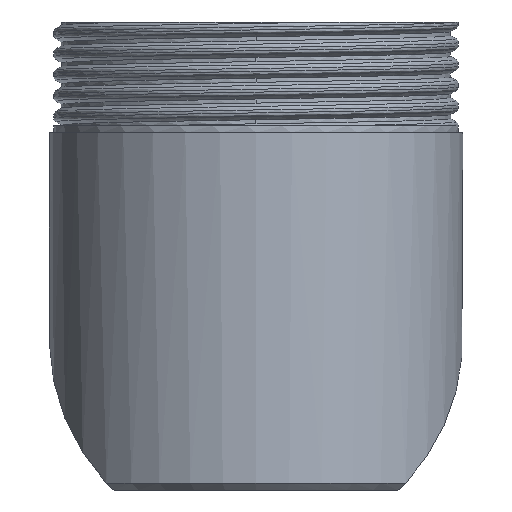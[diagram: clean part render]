
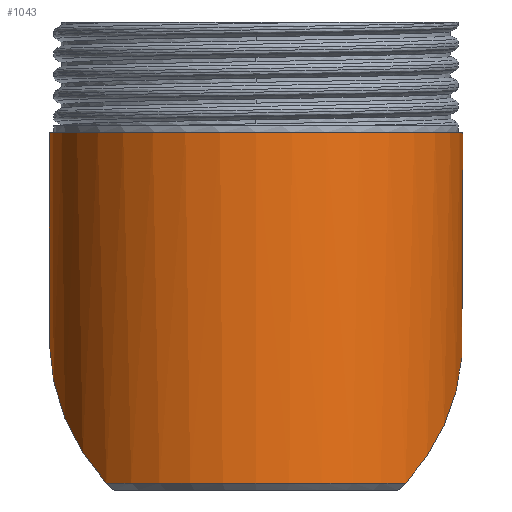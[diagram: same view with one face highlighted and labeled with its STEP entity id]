
A CAD part, left-side view. The second image highlights one B-rep face of the part: STEP entity #1043.
In plain terms, the highlighted cylindrical face has radius 29.882 mm (diameter 59.764 mm), a full revolution.
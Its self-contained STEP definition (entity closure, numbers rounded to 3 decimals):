
#125=FACE_OUTER_BOUND('',#189,.T.);
#189=EDGE_LOOP('',(#907,#908,#909,#910,#911,#912));
#207=CIRCLE('',#1088,29.882);
#215=CIRCLE('',#1123,29.882);
#216=CIRCLE('',#1124,29.882);
#296=B_SPLINE_CURVE_WITH_KNOTS('',3,(#4496,#4497,#4498,#4499,#4500,#4501,
#4502,#4503,#4504,#4505,#4506,#4507,#4508,#4509,#4510,#4511,#4512),
 .UNSPECIFIED.,.F.,.F.,(4,1,1,1,1,1,1,1,1,1,1,1,1,1,4),(-2.312,
-2.,-1.666,-1.222,-1.,
-0.555,-0.333,0.111,0.333,
0.555,1.,1.333,1.666,2.,
2.312),.UNSPECIFIED.);
#338=LINE('',#4516,#384);
#384=VECTOR('',#1297,30.039);
#425=VERTEX_POINT('',#3132);
#483=VERTEX_POINT('',#4381);
#484=VERTEX_POINT('',#4382);
#485=VERTEX_POINT('',#4384);
#542=EDGE_CURVE('',#425,#425,#207,.T.);
#631=EDGE_CURVE('',#483,#484,#215,.T.);
#632=EDGE_CURVE('',#484,#485,#216,.T.);
#639=EDGE_CURVE('',#485,#483,#296,.T.);
#641=EDGE_CURVE('',#425,#484,#338,.T.);
#907=ORIENTED_EDGE('',*,*,#542,.T.);
#908=ORIENTED_EDGE('',*,*,#641,.T.);
#909=ORIENTED_EDGE('',*,*,#631,.F.);
#910=ORIENTED_EDGE('',*,*,#639,.F.);
#911=ORIENTED_EDGE('',*,*,#632,.F.);
#912=ORIENTED_EDGE('',*,*,#641,.F.);
#991=CYLINDRICAL_SURFACE('',#1127,29.882);
#1043=ADVANCED_FACE('',(#125),#991,.T.);
#1088=AXIS2_PLACEMENT_3D('',#3133,#1189,#1190);
#1123=AXIS2_PLACEMENT_3D('',#4383,#1286,#1287);
#1124=AXIS2_PLACEMENT_3D('',#4385,#1288,#1289);
#1127=AXIS2_PLACEMENT_3D('',#4515,#1295,#1296);
#1189=DIRECTION('center_axis',(0.,0.,-1.));
#1190=DIRECTION('ref_axis',(1.,0.,0.));
#1286=DIRECTION('center_axis',(0.,0.,-1.));
#1287=DIRECTION('ref_axis',(-1.,0.,0.));
#1288=DIRECTION('center_axis',(0.,0.,-1.));
#1289=DIRECTION('ref_axis',(-1.,0.,0.));
#1295=DIRECTION('center_axis',(0.,0.,1.));
#1296=DIRECTION('ref_axis',(1.,0.,0.));
#1297=DIRECTION('',(0.,0.,-1.));
#3132=CARTESIAN_POINT('',(-146.008,-23.307,51.68));
#3133=CARTESIAN_POINT('Origin',(-116.125,-23.307,51.68));
#4381=CARTESIAN_POINT('',(-136.728,-44.952,1.));
#4382=CARTESIAN_POINT('',(-146.008,-23.307,1.));
#4383=CARTESIAN_POINT('Origin',(-116.125,-23.307,1.));
#4384=CARTESIAN_POINT('',(-136.728,-1.663,1.));
#4385=CARTESIAN_POINT('Origin',(-116.125,-23.307,1.));
#4496=CARTESIAN_POINT('Ctrl Pts',(-136.728,-1.663,1.));
#4497=CARTESIAN_POINT('Ctrl Pts',(-134.503,0.454,3.267));
#4498=CARTESIAN_POINT('Ctrl Pts',(-129.204,4.133,8.645));
#4499=CARTESIAN_POINT('Ctrl Pts',(-118.675,7.238,19.246));
#4500=CARTESIAN_POINT('Ctrl Pts',(-108.512,6.191,29.379));
#4501=CARTESIAN_POINT('Ctrl Pts',(-98.358,1.447,39.423));
#4502=CARTESIAN_POINT('Ctrl Pts',(-91.783,-4.963,45.867));
#4503=CARTESIAN_POINT('Ctrl Pts',(-86.733,-15.187,50.775));
#4504=CARTESIAN_POINT('Ctrl Pts',(-85.643,-24.524,51.827));
#4505=CARTESIAN_POINT('Ctrl Pts',(-87.752,-33.472,49.786));
#4506=CARTESIAN_POINT('Ctrl Pts',(-91.776,-41.654,45.873));
#4507=CARTESIAN_POINT('Ctrl Pts',(-99.184,-48.866,38.615));
#4508=CARTESIAN_POINT('Ctrl Pts',(-109.656,-53.054,28.242));
#4509=CARTESIAN_POINT('Ctrl Pts',(-119.749,-53.532,18.164));
#4510=CARTESIAN_POINT('Ctrl Pts',(-129.203,-50.751,8.646));
#4511=CARTESIAN_POINT('Ctrl Pts',(-134.503,-47.069,3.267));
#4512=CARTESIAN_POINT('Ctrl Pts',(-136.728,-44.952,1.));
#4515=CARTESIAN_POINT('Origin',(-116.125,-23.307,0.));
#4516=CARTESIAN_POINT('',(-146.008,-23.307,0.));
